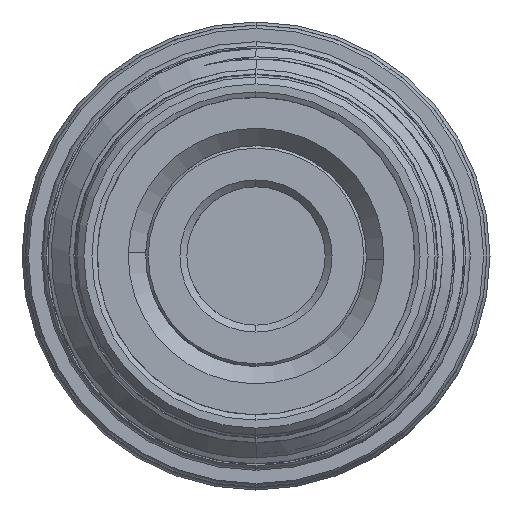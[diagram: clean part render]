
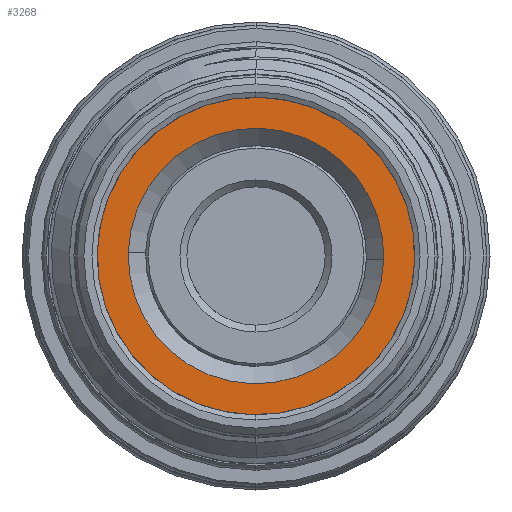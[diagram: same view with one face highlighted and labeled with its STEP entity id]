
A CAD part, left-side view. The second image highlights one B-rep face of the part: STEP entity #3268.
In plain terms, the highlighted planar face has unit normal (-1, 0, 0).
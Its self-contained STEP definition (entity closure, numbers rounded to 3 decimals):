
#1627 = CIRCLE ( 'NONE', #49498, 14.7 ) ;
#3268 = ADVANCED_FACE ( 'NONE', ( #33069, #33988 ), #69320, .F. ) ;
#9666 = ORIENTED_EDGE ( 'NONE', *, *, #46698, .F. ) ;
#11762 = VERTEX_POINT ( 'NONE', #66994 ) ;
#17341 = EDGE_CURVE ( 'NONE', #11762, #65517, #56998, .T. ) ;
#20645 = DIRECTION ( 'NONE',  ( 0., -1., -0.028 ) ) ;
#21290 = EDGE_CURVE ( 'NONE', #65517, #11762, #49068, .T. ) ;
#21591 = AXIS2_PLACEMENT_3D ( 'NONE', #47909, #59074, #64732 ) ;
#21599 = DIRECTION ( 'NONE',  ( 0., 1., 0.028 ) ) ;
#22014 = EDGE_CURVE ( 'NONE', #55369, #43857, #1627, .T. ) ;
#22767 = AXIS2_PLACEMENT_3D ( 'NONE', #25410, #52597, #20645 ) ;
#25410 = CARTESIAN_POINT ( 'NONE',  ( -41.403, 0., 0. ) ) ;
#26438 = CARTESIAN_POINT ( 'NONE',  ( -41.403, 0., 0. ) ) ;
#30170 = CIRCLE ( 'NONE', #21591, 14.7 ) ;
#31284 = CARTESIAN_POINT ( 'NONE',  ( -41.403, -14.694, -0.404 ) ) ;
#31489 = ORIENTED_EDGE ( 'NONE', *, *, #17341, .F. ) ;
#33069 = FACE_OUTER_BOUND ( 'NONE', #62621, .T. ) ;
#33988 = FACE_BOUND ( 'NONE', #45664, .T. ) ;
#35099 = DIRECTION ( 'NONE',  ( 0., -1., -0.028 ) ) ;
#36875 = DIRECTION ( 'NONE',  ( 0., -1., -0.028 ) ) ;
#43857 = VERTEX_POINT ( 'NONE', #44109 ) ;
#44109 = CARTESIAN_POINT ( 'NONE',  ( -41.403, 14.694, 0.404 ) ) ;
#45664 = EDGE_LOOP ( 'NONE', ( #9666, #58783 ) ) ;
#46698 = EDGE_CURVE ( 'NONE', #43857, #55369, #30170, .T. ) ;
#47909 = CARTESIAN_POINT ( 'NONE',  ( -41.403, 0., 0. ) ) ;
#49068 = CIRCLE ( 'NONE', #22767, 18.26 ) ;
#49498 = AXIS2_PLACEMENT_3D ( 'NONE', #54760, #65195, #21599 ) ;
#50697 = DIRECTION ( 'NONE',  ( 1., 0., 0. ) ) ;
#52597 = DIRECTION ( 'NONE',  ( 1., 0., 0. ) ) ;
#53730 = CARTESIAN_POINT ( 'NONE',  ( -41.403, -18.253, -0.502 ) ) ;
#54760 = CARTESIAN_POINT ( 'NONE',  ( -41.403, 0., 0. ) ) ;
#55369 = VERTEX_POINT ( 'NONE', #31284 ) ;
#55940 = CARTESIAN_POINT ( 'NONE',  ( -41.403, 0., 0. ) ) ;
#56998 = CIRCLE ( 'NONE', #68067, 18.26 ) ;
#58783 = ORIENTED_EDGE ( 'NONE', *, *, #22014, .F. ) ;
#59074 = DIRECTION ( 'NONE',  ( -1., 0., 0. ) ) ;
#60233 = ORIENTED_EDGE ( 'NONE', *, *, #21290, .F. ) ;
#62621 = EDGE_LOOP ( 'NONE', ( #60233, #31489 ) ) ;
#63984 = AXIS2_PLACEMENT_3D ( 'NONE', #26438, #64795, #36875 ) ;
#64732 = DIRECTION ( 'NONE',  ( 0., 1., 0.028 ) ) ;
#64795 = DIRECTION ( 'NONE',  ( 1., 0., 0. ) ) ;
#65195 = DIRECTION ( 'NONE',  ( -1., 0., 0. ) ) ;
#65517 = VERTEX_POINT ( 'NONE', #53730 ) ;
#66994 = CARTESIAN_POINT ( 'NONE',  ( -41.403, 18.253, 0.502 ) ) ;
#68067 = AXIS2_PLACEMENT_3D ( 'NONE', #55940, #50697, #35099 ) ;
#69320 = PLANE ( 'NONE',  #63984 ) ;
